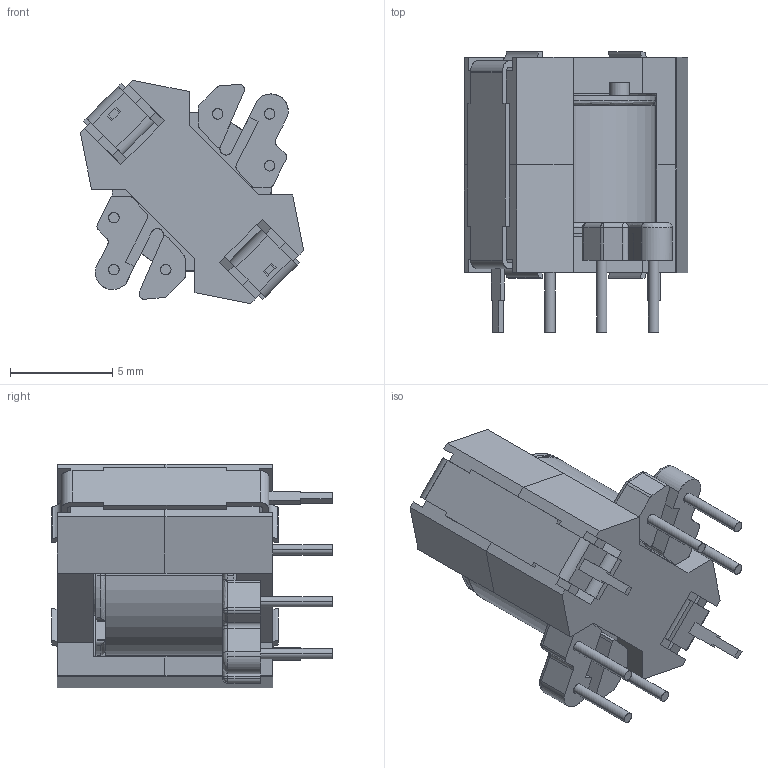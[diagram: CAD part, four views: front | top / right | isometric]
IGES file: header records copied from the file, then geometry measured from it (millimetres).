
Start section: SolidWorks IGES file using analytic representation for surfaces
Global section: file name: RM4_5754_0056.IGS; native system: SolidWorks 2017; preprocessor: SolidWorks 2017; author: tisha.pedersen; date: 190201.083628; units: millimetre
Bounding box: 10.93 x 13.73 x 10.93 mm (x, y, z)
Surface area: 1595.5 mm2 (no closed solid volume)
Topology: 0 solids, 0 shells, 311 faces, 2604 edges, 2604 vertices
Faces by surface type: bspline 198, revolution 113
